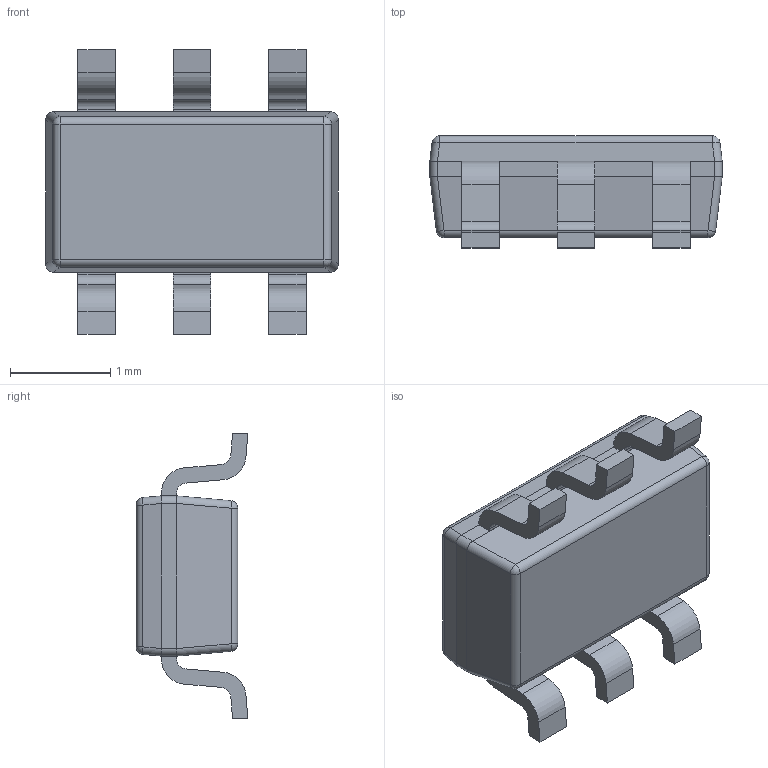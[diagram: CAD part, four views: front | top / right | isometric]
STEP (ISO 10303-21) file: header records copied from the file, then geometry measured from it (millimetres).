
FILE_DESCRIPTION((''),'2;1');
FILE_NAME('MF06A_ASM','2012-02-09T',('CKXSSC'),(''),'PRO/ENGINEER BY PARAMETRIC TECHNOLOGY CORPORATION, 2011220','PRO/ENGINEER BY PARAMETRIC TECHNOLOGY CORPORATION, 2011220','');
FILE_SCHEMA(('AUTOMOTIVE_DESIGN_CC2 { 1 2 10303 214 -1 1 5 2 }'));
Length unit declared in the file: inch
Products named in the file (3): BODY_MF06A; LEAD_MF06A; MF06A_ASM
Assembly tree (7 placements, depth 2):
  MF06A_ASM
    BODY_MF06A
    LEAD_MF06A  x6
Bounding box: 2.92 x 1.12 x 2.84 mm (x, y, z)
Volume: 4.9 mm3; surface area: 24.9 mm2
Topology: 7 solids, 7 shells, 126 faces, 304 edges, 192 vertices
Faces by surface type: plane 74, cylinder 44, sphere 8
Entity records: 2090 total; most frequent: CARTESIAN_POINT 350, DIRECTION 272, ORIENTED_EDGE 248, PRESENTATION_STYLE_ASSIGNMENT 126, STYLED_ITEM 126, CURVE_STYLE 124, EDGE_CURVE 124, AXIS2_PLACEMENT_3D 98
